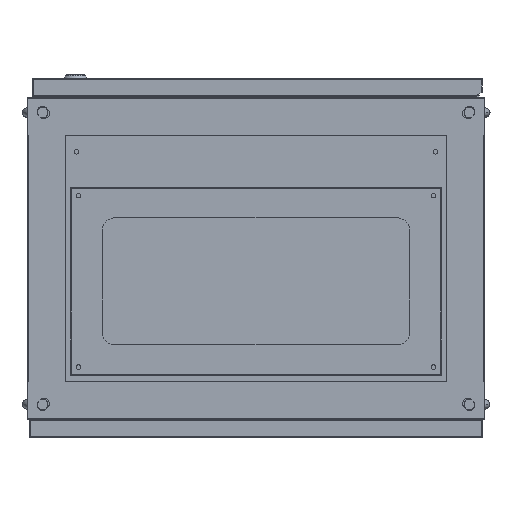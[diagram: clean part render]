
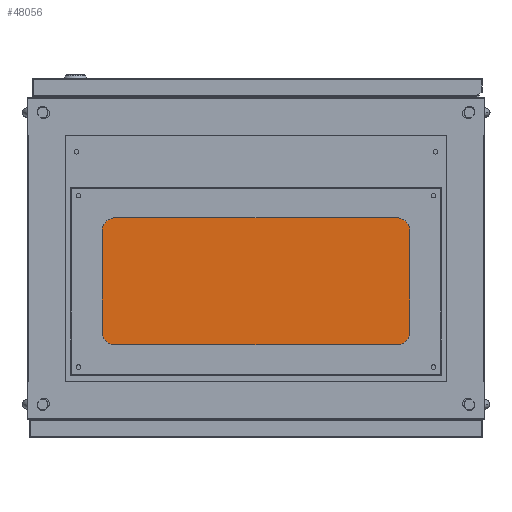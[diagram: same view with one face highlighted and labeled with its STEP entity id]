
A CAD part, front view. The second image highlights one B-rep face of the part: STEP entity #48056.
In plain terms, the highlighted planar face has unit normal (0, -1, 0).
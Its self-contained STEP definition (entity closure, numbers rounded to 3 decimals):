
#202 = CARTESIAN_POINT ( 'NONE',  ( -242.5, 9., -152. ) ) ;
#455 = EDGE_CURVE ( 'NONE', #6308, #42292, #58737, .T. ) ;
#827 = VERTEX_POINT ( 'NONE', #82872 ) ;
#1288 = EDGE_CURVE ( 'NONE', #66032, #827, #75627, .T. ) ;
#2279 = CIRCLE ( 'NONE', #71611, 3. ) ;
#2809 = ORIENTED_EDGE ( 'NONE', *, *, #455, .F. ) ;
#3590 = DIRECTION ( 'NONE',  ( 0., 0., 1. ) ) ;
#5851 = CARTESIAN_POINT ( 'NONE',  ( -233., 9., -139.5 ) ) ;
#6308 = VERTEX_POINT ( 'NONE', #14131 ) ;
#7461 = CARTESIAN_POINT ( 'NONE',  ( 233., 9., -139.5 ) ) ;
#8059 = CIRCLE ( 'NONE', #78740, 3. ) ;
#8642 = VERTEX_POINT ( 'NONE', #78640 ) ;
#8814 = ORIENTED_EDGE ( 'NONE', *, *, #83758, .F. ) ;
#8932 = ORIENTED_EDGE ( 'NONE', *, *, #1288, .T. ) ;
#10881 = AXIS2_PLACEMENT_3D ( 'NONE', #82094, #42877, #3590 ) ;
#10952 = DIRECTION ( 'NONE',  ( 0., 1., 0. ) ) ;
#13095 = DIRECTION ( 'NONE',  ( -1., 0., 0. ) ) ;
#14131 = CARTESIAN_POINT ( 'NONE',  ( 242.5, 9., -152. ) ) ;
#14575 = CARTESIAN_POINT ( 'NONE',  ( 233., 9., 79.5 ) ) ;
#16420 = CIRCLE ( 'NONE', #77737, 3. ) ;
#16765 = CIRCLE ( 'NONE', #10881, 3. ) ;
#17074 = DIRECTION ( 'NONE',  ( 0., 1., 0. ) ) ;
#17361 = CARTESIAN_POINT ( 'NONE',  ( 233., 9., 85.5 ) ) ;
#19877 = AXIS2_PLACEMENT_3D ( 'NONE', #50190, #10952, #56741 ) ;
#20012 = EDGE_CURVE ( 'NONE', #827, #66032, #2279, .T. ) ;
#21653 = EDGE_CURVE ( 'NONE', #35180, #60104, #16420, .T. ) ;
#22268 = CARTESIAN_POINT ( 'NONE',  ( 233., 9., -145.5 ) ) ;
#25439 = ORIENTED_EDGE ( 'NONE', *, *, #80876, .T. ) ;
#25743 = DIRECTION ( 'NONE',  ( 0., 1., 0. ) ) ;
#27706 = ORIENTED_EDGE ( 'NONE', *, *, #20012, .T. ) ;
#28472 = CARTESIAN_POINT ( 'NONE',  ( 0., 9., 0. ) ) ;
#28681 = AXIS2_PLACEMENT_3D ( 'NONE', #28472, #80883, #41655 ) ;
#29547 = VERTEX_POINT ( 'NONE', #7461 ) ;
#29836 = DIRECTION ( 'NONE',  ( 0., 1., 0. ) ) ;
#29970 = ORIENTED_EDGE ( 'NONE', *, *, #71207, .F. ) ;
#30086 = DIRECTION ( 'NONE',  ( 0., 1., 0. ) ) ;
#30203 = LINE ( 'NONE', #83792, #43533 ) ;
#30279 = ORIENTED_EDGE ( 'NONE', *, *, #41322, .T. ) ;
#30392 = EDGE_LOOP ( 'NONE', ( #43084, #43714 ) ) ;
#31260 = EDGE_LOOP ( 'NONE', ( #62359, #30279 ) ) ;
#32022 = CARTESIAN_POINT ( 'NONE',  ( -233., 9., -142.5 ) ) ;
#33379 = VERTEX_POINT ( 'NONE', #22268 ) ;
#34261 = VECTOR ( 'NONE', #55433, 1000. ) ;
#34287 = DIRECTION ( 'NONE',  ( 0., 1., 0. ) ) ;
#35076 = PLANE ( 'NONE',  #28681 ) ;
#35180 = VERTEX_POINT ( 'NONE', #14575 ) ;
#35682 = CARTESIAN_POINT ( 'NONE',  ( 242.5, 9., -152. ) ) ;
#38557 = DIRECTION ( 'NONE',  ( 0., 0., 1. ) ) ;
#39674 = CIRCLE ( 'NONE', #77106, 3. ) ;
#40581 = VERTEX_POINT ( 'NONE', #41850 ) ;
#41322 = EDGE_CURVE ( 'NONE', #69801, #8642, #39674, .T. ) ;
#41655 = DIRECTION ( 'NONE',  ( 0., 0., 1. ) ) ;
#41850 = CARTESIAN_POINT ( 'NONE',  ( -242.5, 9., 92. ) ) ;
#42292 = VERTEX_POINT ( 'NONE', #67257 ) ;
#42803 = CIRCLE ( 'NONE', #44261, 3. ) ;
#42877 = DIRECTION ( 'NONE',  ( 0., 1., 0. ) ) ;
#43084 = ORIENTED_EDGE ( 'NONE', *, *, #69447, .T. ) ;
#43533 = VECTOR ( 'NONE', #51155, 1000. ) ;
#43714 = ORIENTED_EDGE ( 'NONE', *, *, #59377, .T. ) ;
#43854 = ORIENTED_EDGE ( 'NONE', *, *, #21653, .T. ) ;
#44261 = AXIS2_PLACEMENT_3D ( 'NONE', #73514, #34287, #80095 ) ;
#46805 = FACE_OUTER_BOUND ( 'NONE', #77949, .T. ) ;
#48056 = ADVANCED_FACE ( 'NONE', ( #79564, #81591, #46805, #48834, #62131 ), #35076, .F. ) ;
#48834 = FACE_BOUND ( 'NONE', #31260, .T. ) ;
#50190 = CARTESIAN_POINT ( 'NONE',  ( -233., 9., 82.5 ) ) ;
#51155 = DIRECTION ( 'NONE',  ( 0., 0., 1. ) ) ;
#51698 = LINE ( 'NONE', #35682, #34261 ) ;
#52547 = EDGE_CURVE ( 'NONE', #40581, #67659, #80434, .T. ) ;
#52683 = CARTESIAN_POINT ( 'NONE',  ( -242.5, 9., 92. ) ) ;
#55433 = DIRECTION ( 'NONE',  ( 0., 0., -1. ) ) ;
#56311 = CARTESIAN_POINT ( 'NONE',  ( 233., 9., 82.5 ) ) ;
#56741 = DIRECTION ( 'NONE',  ( 0., 0., 1. ) ) ;
#58737 = LINE ( 'NONE', #202, #60788 ) ;
#58898 = VECTOR ( 'NONE', #59236, 1000. ) ;
#59236 = DIRECTION ( 'NONE',  ( 1., 0., 0. ) ) ;
#59377 = EDGE_CURVE ( 'NONE', #29547, #33379, #8059, .T. ) ;
#59892 = CARTESIAN_POINT ( 'NONE',  ( 242.5, 9., 92. ) ) ;
#60104 = VERTEX_POINT ( 'NONE', #17361 ) ;
#60788 = VECTOR ( 'NONE', #13095, 1000. ) ;
#62131 = FACE_BOUND ( 'NONE', #67509, .T. ) ;
#62306 = EDGE_CURVE ( 'NONE', #8642, #69801, #16765, .T. ) ;
#62359 = ORIENTED_EDGE ( 'NONE', *, *, #62306, .T. ) ;
#62859 = CARTESIAN_POINT ( 'NONE',  ( -233., 9., 85.5 ) ) ;
#62914 = DIRECTION ( 'NONE',  ( 0., 0., 1. ) ) ;
#63164 = EDGE_LOOP ( 'NONE', ( #27706, #8932 ) ) ;
#65019 = CARTESIAN_POINT ( 'NONE',  ( 233., 9., 82.5 ) ) ;
#66032 = VERTEX_POINT ( 'NONE', #62859 ) ;
#67257 = CARTESIAN_POINT ( 'NONE',  ( -242.5, 9., -152. ) ) ;
#67509 = EDGE_LOOP ( 'NONE', ( #43854, #25439 ) ) ;
#67659 = VERTEX_POINT ( 'NONE', #59892 ) ;
#68626 = CIRCLE ( 'NONE', #72307, 3. ) ;
#69043 = CARTESIAN_POINT ( 'NONE',  ( 233., 9., -142.5 ) ) ;
#69295 = CARTESIAN_POINT ( 'NONE',  ( -233., 9., 82.5 ) ) ;
#69447 = EDGE_CURVE ( 'NONE', #33379, #29547, #42803, .T. ) ;
#69801 = VERTEX_POINT ( 'NONE', #5851 ) ;
#71207 = EDGE_CURVE ( 'NONE', #67659, #6308, #51698, .T. ) ;
#71598 = DIRECTION ( 'NONE',  ( 0., 0., 1. ) ) ;
#71611 = AXIS2_PLACEMENT_3D ( 'NONE', #69295, #30086, #75899 ) ;
#72307 = AXIS2_PLACEMENT_3D ( 'NONE', #65019, #25743, #71598 ) ;
#73514 = CARTESIAN_POINT ( 'NONE',  ( 233., 9., -142.5 ) ) ;
#74978 = ORIENTED_EDGE ( 'NONE', *, *, #52547, .F. ) ;
#75626 = DIRECTION ( 'NONE',  ( 0., 0., 1. ) ) ;
#75627 = CIRCLE ( 'NONE', #19877, 3. ) ;
#75899 = DIRECTION ( 'NONE',  ( 0., 0., 1. ) ) ;
#77106 = AXIS2_PLACEMENT_3D ( 'NONE', #32022, #77795, #38557 ) ;
#77737 = AXIS2_PLACEMENT_3D ( 'NONE', #56311, #17074, #62914 ) ;
#77795 = DIRECTION ( 'NONE',  ( 0., 1., 0. ) ) ;
#77949 = EDGE_LOOP ( 'NONE', ( #8814, #2809, #29970, #74978 ) ) ;
#78640 = CARTESIAN_POINT ( 'NONE',  ( -233., 9., -145.5 ) ) ;
#78740 = AXIS2_PLACEMENT_3D ( 'NONE', #69043, #29836, #75626 ) ;
#79564 = FACE_BOUND ( 'NONE', #63164, .T. ) ;
#80095 = DIRECTION ( 'NONE',  ( 0., 0., 1. ) ) ;
#80434 = LINE ( 'NONE', #52683, #58898 ) ;
#80876 = EDGE_CURVE ( 'NONE', #60104, #35180, #68626, .T. ) ;
#80883 = DIRECTION ( 'NONE',  ( 0., 1., 0. ) ) ;
#81591 = FACE_BOUND ( 'NONE', #30392, .T. ) ;
#82094 = CARTESIAN_POINT ( 'NONE',  ( -233., 9., -142.5 ) ) ;
#82872 = CARTESIAN_POINT ( 'NONE',  ( -233., 9., 79.5 ) ) ;
#83758 = EDGE_CURVE ( 'NONE', #42292, #40581, #30203, .T. ) ;
#83792 = CARTESIAN_POINT ( 'NONE',  ( -242.5, 9., -152. ) ) ;
